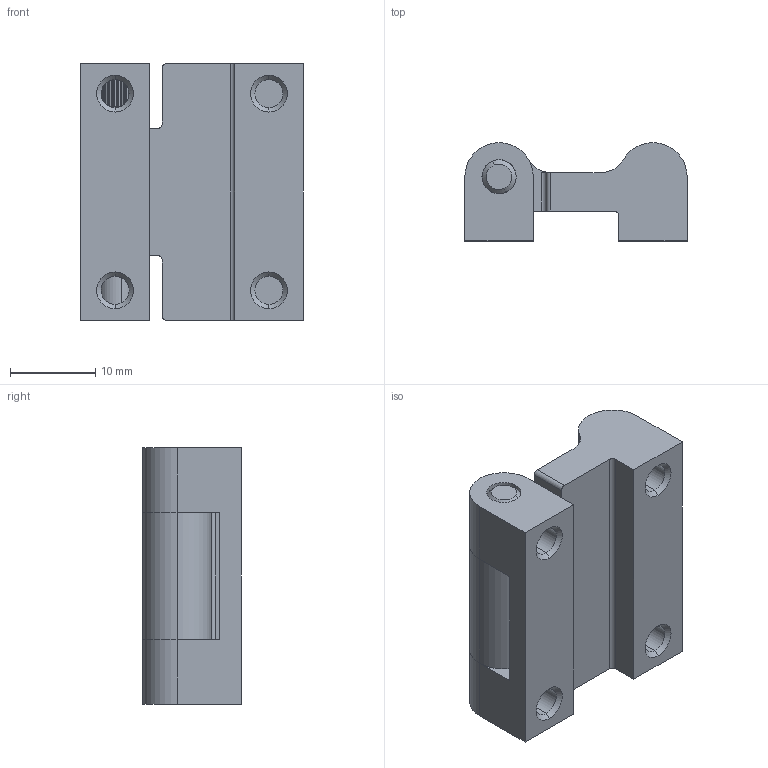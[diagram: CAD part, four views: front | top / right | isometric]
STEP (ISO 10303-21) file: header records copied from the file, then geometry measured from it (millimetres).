
FILE_DESCRIPTION(/* description */ (''),/* implementation_level */ '2;1');
FILE_NAME(/* name */ 'JL234',/* time_stamp */ '2024-12-23T14:39:28+08:00',/* author */ (''),/* organization */ (''),/* preprocessor_version */ 'ST-DEVELOPER v19.2',/* originating_system */ 'Rhino 8.5',/* authorisation */ '');
FILE_SCHEMA (('CONFIG_CONTROL_DESIGN'));
Length unit declared in the file: millimetre
Products named in the file (5): Document; CL234; CL234 Female Hinge; 8SJ.CL234.0090ת��; CL234 Male Hinge
Bounding box: 26 x 11.5 x 30 mm (x, y, z)
Volume: 5989.2 mm3; surface area: 4297.1 mm2
Topology: 3 solids, 3 shells, 188 faces, 881 edges, 1150 vertices
Faces by surface type: plane 123, cylinder 53, bspline 12
Entity records: 8037 total; most frequent: CARTESIAN_POINT 3042, ORIENTED_EDGE 912, DIRECTION 644, B_SPLINE_CURVE_WITH_KNOTS 578, EDGE_CURVE 456, AXIS2_PLACEMENT_3D 410, VERTEX_POINT 300, EDGE_LOOP 224
